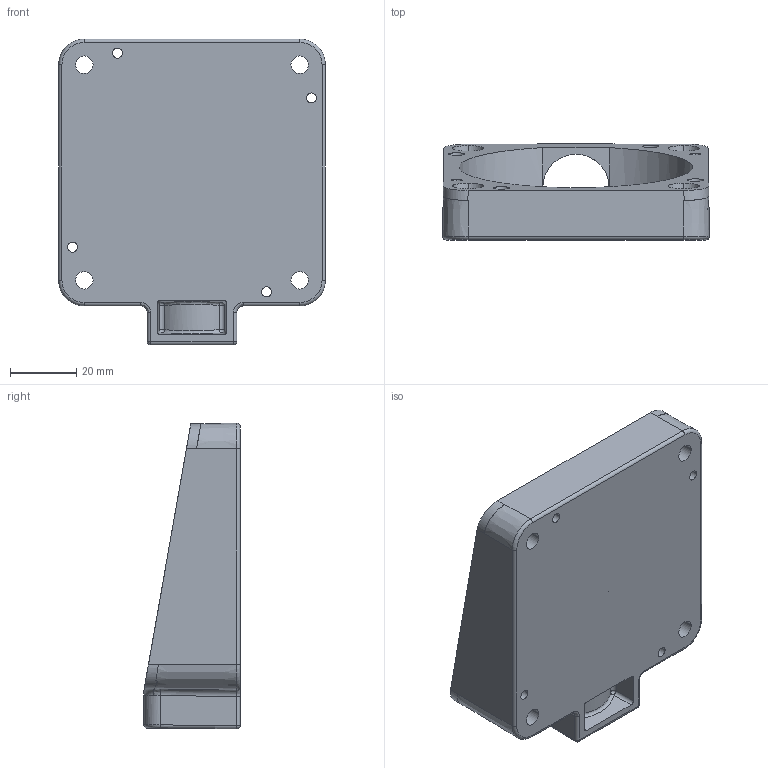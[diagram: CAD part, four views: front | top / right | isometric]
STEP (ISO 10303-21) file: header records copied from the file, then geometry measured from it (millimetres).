
FILE_DESCRIPTION((''),'2;1');
FILE_NAME('DM_CAD-1439A','2016-11-03T',('creinig-se'),(''),'PRO/ENGINEER BY PARAMETRIC TECHNOLOGY CORPORATION, 2015440','PRO/ENGINEER BY PARAMETRIC TECHNOLOGY CORPORATION, 2015440','');
FILE_SCHEMA(('CONFIG_CONTROL_DESIGN'));
Length unit declared in the file: millimetre
Products named in the file (1): DM_CAD-1439A
Bounding box: 80.47 x 29 x 92.23 mm (x, y, z)
Volume: 58767.1 mm3; surface area: 29060.9 mm2
Topology: 1 solids, 4 shells, 165 faces, 409 edges, 255 vertices
Faces by surface type: cylinder 77, plane 46, torus 12, cone 10, bspline 8, extrusion 6, sphere 6
Entity records: 7038 total; most frequent: CARTESIAN_POINT 2018, ORIENTED_EDGE 802, DIRECTION 712, PRESENTATION_STYLE_ASSIGNMENT 402, STYLED_ITEM 402, CURVE_STYLE 401, EDGE_CURVE 401, AXIS2_PLACEMENT_3D 278
